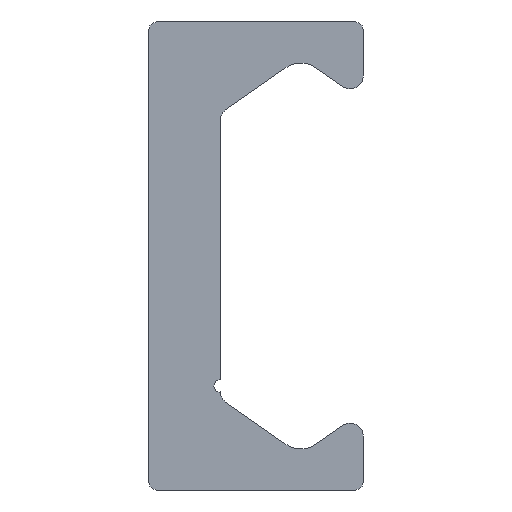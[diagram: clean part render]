
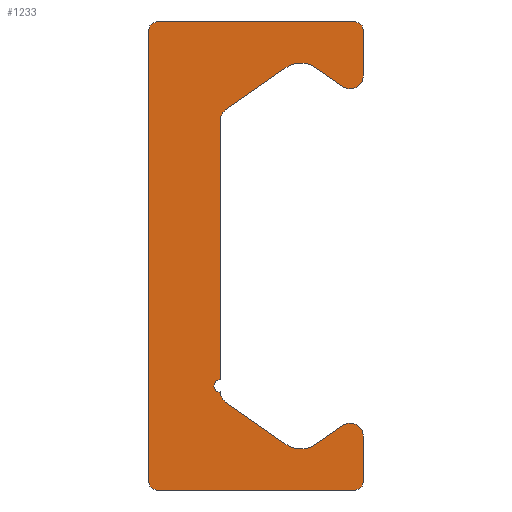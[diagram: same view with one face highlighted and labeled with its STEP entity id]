
A CAD part, left-side view. The second image highlights one B-rep face of the part: STEP entity #1233.
In plain terms, the highlighted planar face has unit normal (-1, 0, 0).
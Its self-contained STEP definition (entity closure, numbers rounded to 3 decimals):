
#468=CARTESIAN_POINT('',(0.0,3.825,-9.));
#469=VERTEX_POINT('',#468);
#476=CARTESIAN_POINT('',(0.0,4.125,-8.7));
#477=VERTEX_POINT('',#476);
#478=CARTESIAN_POINT('',(0.0,3.825,-8.7));
#479=DIRECTION('',(1.0,0.0,0.0));
#480=DIRECTION('',(0.0,0.0,-1.0));
#481=AXIS2_PLACEMENT_3D('',#478,#479,#480);
#482=CIRCLE('',#481,0.3);
#483=EDGE_CURVE('',#469,#477,#482,.T.);
#507=CARTESIAN_POINT('',(0.0,-3.825,-9.));
#508=VERTEX_POINT('',#507);
#515=CARTESIAN_POINT('',(0.0,-3.825,-9.));
#516=DIRECTION('',(0.0,1.0,0.0));
#517=VECTOR('',#516,7.65);
#518=LINE('',#515,#517);
#519=EDGE_CURVE('',#508,#469,#518,.T.);
#539=CARTESIAN_POINT('',(0.0,-4.125,-8.7));
#540=VERTEX_POINT('',#539);
#547=CARTESIAN_POINT('',(0.0,-3.825,-8.7));
#548=DIRECTION('',(1.0,0.0,0.0));
#549=DIRECTION('',(0.0,-1.0,0.0));
#550=AXIS2_PLACEMENT_3D('',#547,#548,#549);
#551=CIRCLE('',#550,0.3);
#552=EDGE_CURVE('',#540,#508,#551,.T.);
#571=CARTESIAN_POINT('',(0.0,-4.125,-6.925));
#572=VERTEX_POINT('',#571);
#579=CARTESIAN_POINT('',(0.0,-4.125,-6.925));
#580=DIRECTION('',(0.0,0.0,-1.0));
#581=VECTOR('',#580,1.775);
#582=LINE('',#579,#581);
#583=EDGE_CURVE('',#572,#540,#582,.T.);
#603=CARTESIAN_POINT('',(0.0,-3.338,-6.515));
#604=VERTEX_POINT('',#603);
#611=CARTESIAN_POINT('',(0.0,-3.625,-6.925));
#612=DIRECTION('',(1.0,0.0,0.0));
#613=DIRECTION('',(0.0,0.574,0.819));
#614=AXIS2_PLACEMENT_3D('',#611,#612,#613);
#615=CIRCLE('',#614,0.5);
#616=EDGE_CURVE('',#604,#572,#615,.T.);
#635=CARTESIAN_POINT('',(0.0,-2.299,-7.243));
#636=VERTEX_POINT('',#635);
#643=CARTESIAN_POINT('',(0.0,-2.299,-7.243));
#644=DIRECTION('',(0.0,-0.819,0.574));
#645=VECTOR('',#644,1.269);
#646=LINE('',#643,#645);
#647=EDGE_CURVE('',#636,#604,#646,.T.);
#667=CARTESIAN_POINT('',(0.0,-1.151,-7.243));
#668=VERTEX_POINT('',#667);
#675=CARTESIAN_POINT('',(0.0,-1.725,-6.424));
#676=DIRECTION('',(-1.0,0.0,0.0));
#677=DIRECTION('',(0.0,0.574,0.819));
#678=AXIS2_PLACEMENT_3D('',#675,#676,#677);
#679=CIRCLE('',#678,1.0);
#680=EDGE_CURVE('',#668,#636,#679,.T.);
#699=CARTESIAN_POINT('',(0.0,1.162,-5.624));
#700=VERTEX_POINT('',#699);
#707=CARTESIAN_POINT('',(0.0,1.162,-5.624));
#708=DIRECTION('',(0.0,-0.819,-0.574));
#709=VECTOR('',#708,2.824);
#710=LINE('',#707,#709);
#711=EDGE_CURVE('',#700,#668,#710,.T.);
#731=CARTESIAN_POINT('',(0.0,1.375,-5.214));
#732=VERTEX_POINT('',#731);
#739=CARTESIAN_POINT('',(0.0,0.875,-5.214));
#740=DIRECTION('',(-1.0,0.0,0.0));
#741=DIRECTION('',(0.0,-0.574,0.819));
#742=AXIS2_PLACEMENT_3D('',#739,#740,#741);
#743=CIRCLE('',#742,0.5);
#744=EDGE_CURVE('',#732,#700,#743,.T.);
#763=CARTESIAN_POINT('',(0.0,1.375,-5.25));
#764=VERTEX_POINT('',#763);
#771=CARTESIAN_POINT('',(0.0,1.375,-5.25));
#772=DIRECTION('',(0.0,0.0,1.0));
#773=VECTOR('',#772,0.036);
#774=LINE('',#771,#773);
#775=EDGE_CURVE('',#764,#732,#774,.T.);
#795=CARTESIAN_POINT('',(0.0,1.375,-4.75));
#796=VERTEX_POINT('',#795);
#803=CARTESIAN_POINT('',(0.0,1.375,-5.0));
#804=DIRECTION('',(-1.0,0.0,0.0));
#805=DIRECTION('',(0.0,0.0,1.0));
#806=AXIS2_PLACEMENT_3D('',#803,#804,#805);
#807=CIRCLE('',#806,0.25);
#808=EDGE_CURVE('',#796,#764,#807,.T.);
#827=CARTESIAN_POINT('',(0.0,1.375,5.214));
#828=VERTEX_POINT('',#827);
#835=CARTESIAN_POINT('',(0.0,1.375,5.214));
#836=DIRECTION('',(0.0,0.0,-1.0));
#837=VECTOR('',#836,9.964);
#838=LINE('',#835,#837);
#839=EDGE_CURVE('',#828,#796,#838,.T.);
#883=CARTESIAN_POINT('',(0.0,1.162,5.624));
#884=VERTEX_POINT('',#883);
#891=CARTESIAN_POINT('',(0.0,0.875,5.214));
#892=DIRECTION('',(-1.0,0.0,0.0));
#893=DIRECTION('',(0.0,-1.0,0.0));
#894=AXIS2_PLACEMENT_3D('',#891,#892,#893);
#895=CIRCLE('',#894,0.5);
#896=EDGE_CURVE('',#884,#828,#895,.T.);
#915=CARTESIAN_POINT('',(0.0,-1.151,7.243));
#916=VERTEX_POINT('',#915);
#923=CARTESIAN_POINT('',(0.0,-1.151,7.243));
#924=DIRECTION('',(0.0,0.819,-0.574));
#925=VECTOR('',#924,2.824);
#926=LINE('',#923,#925);
#927=EDGE_CURVE('',#916,#884,#926,.T.);
#947=CARTESIAN_POINT('',(0.0,-2.299,7.243));
#948=VERTEX_POINT('',#947);
#955=CARTESIAN_POINT('',(0.0,-1.725,6.424));
#956=DIRECTION('',(-1.0,0.0,0.0));
#957=DIRECTION('',(0.0,-0.574,-0.819));
#958=AXIS2_PLACEMENT_3D('',#955,#956,#957);
#959=CIRCLE('',#958,1.0);
#960=EDGE_CURVE('',#948,#916,#959,.T.);
#979=CARTESIAN_POINT('',(0.0,-3.338,6.515));
#980=VERTEX_POINT('',#979);
#987=CARTESIAN_POINT('',(0.0,-3.338,6.515));
#988=DIRECTION('',(0.0,0.819,0.574));
#989=VECTOR('',#988,1.269);
#990=LINE('',#987,#989);
#991=EDGE_CURVE('',#980,#948,#990,.T.);
#1011=CARTESIAN_POINT('',(0.0,-4.125,6.925));
#1012=VERTEX_POINT('',#1011);
#1019=CARTESIAN_POINT('',(0.0,-3.625,6.925));
#1020=DIRECTION('',(1.0,0.0,0.0));
#1021=DIRECTION('',(0.0,-1.0,0.0));
#1022=AXIS2_PLACEMENT_3D('',#1019,#1020,#1021);
#1023=CIRCLE('',#1022,0.5);
#1024=EDGE_CURVE('',#1012,#980,#1023,.T.);
#1043=CARTESIAN_POINT('',(0.0,-4.125,8.7));
#1044=VERTEX_POINT('',#1043);
#1051=CARTESIAN_POINT('',(0.0,-4.125,8.7));
#1052=DIRECTION('',(0.0,0.0,-1.0));
#1053=VECTOR('',#1052,1.775);
#1054=LINE('',#1051,#1053);
#1055=EDGE_CURVE('',#1044,#1012,#1054,.T.);
#1075=CARTESIAN_POINT('',(0.0,-3.825,9.));
#1076=VERTEX_POINT('',#1075);
#1083=CARTESIAN_POINT('',(0.0,-3.825,8.7));
#1084=DIRECTION('',(1.0,0.0,0.0));
#1085=DIRECTION('',(0.0,0.0,1.0));
#1086=AXIS2_PLACEMENT_3D('',#1083,#1084,#1085);
#1087=CIRCLE('',#1086,0.3);
#1088=EDGE_CURVE('',#1076,#1044,#1087,.T.);
#1107=CARTESIAN_POINT('',(0.0,3.825,9.));
#1108=VERTEX_POINT('',#1107);
#1115=CARTESIAN_POINT('',(0.0,3.825,9.));
#1116=DIRECTION('',(0.0,-1.0,0.0));
#1117=VECTOR('',#1116,7.65);
#1118=LINE('',#1115,#1117);
#1119=EDGE_CURVE('',#1108,#1076,#1118,.T.);
#1139=CARTESIAN_POINT('',(0.0,4.125,8.7));
#1140=VERTEX_POINT('',#1139);
#1147=CARTESIAN_POINT('',(0.0,3.825,8.7));
#1148=DIRECTION('',(1.0,0.0,0.0));
#1149=DIRECTION('',(0.0,1.0,0.0));
#1150=AXIS2_PLACEMENT_3D('',#1147,#1148,#1149);
#1151=CIRCLE('',#1150,0.3);
#1152=EDGE_CURVE('',#1140,#1108,#1151,.T.);
#1170=CARTESIAN_POINT('',(0.0,4.125,-8.7));
#1171=DIRECTION('',(0.0,0.0,1.0));
#1172=VECTOR('',#1171,17.4);
#1173=LINE('',#1170,#1172);
#1174=EDGE_CURVE('',#477,#1140,#1173,.T.);
#1204=CARTESIAN_POINT('',(0.0,0.856,-0.029));
#1205=DIRECTION('',(1.0,0.0,0.0));
#1206=DIRECTION('',(0.0,0.0,-1.0));
#1207=AXIS2_PLACEMENT_3D('',#1204,#1205,#1206);
#1208=PLANE('',#1207);
#1209=ORIENTED_EDGE('',*,*,#1174,.F.);
#1210=ORIENTED_EDGE('',*,*,#483,.F.);
#1211=ORIENTED_EDGE('',*,*,#519,.F.);
#1212=ORIENTED_EDGE('',*,*,#552,.F.);
#1213=ORIENTED_EDGE('',*,*,#583,.F.);
#1214=ORIENTED_EDGE('',*,*,#616,.F.);
#1215=ORIENTED_EDGE('',*,*,#647,.F.);
#1216=ORIENTED_EDGE('',*,*,#680,.F.);
#1217=ORIENTED_EDGE('',*,*,#711,.F.);
#1218=ORIENTED_EDGE('',*,*,#744,.F.);
#1219=ORIENTED_EDGE('',*,*,#775,.F.);
#1220=ORIENTED_EDGE('',*,*,#808,.F.);
#1221=ORIENTED_EDGE('',*,*,#839,.F.);
#1222=ORIENTED_EDGE('',*,*,#896,.F.);
#1223=ORIENTED_EDGE('',*,*,#927,.F.);
#1224=ORIENTED_EDGE('',*,*,#960,.F.);
#1225=ORIENTED_EDGE('',*,*,#991,.F.);
#1226=ORIENTED_EDGE('',*,*,#1024,.F.);
#1227=ORIENTED_EDGE('',*,*,#1055,.F.);
#1228=ORIENTED_EDGE('',*,*,#1088,.F.);
#1229=ORIENTED_EDGE('',*,*,#1119,.F.);
#1230=ORIENTED_EDGE('',*,*,#1152,.F.);
#1231=EDGE_LOOP('',(#1209,#1210,#1211,#1212,#1213,#1214,#1215,#1216,#1217,#1218,#1219,#1220,#1221,#1222,#1223,#1224,#1225,#1226,#1227,#1228,#1229,#1230));
#1232=FACE_OUTER_BOUND('',#1231,.T.);
#1233=ADVANCED_FACE('',(#1232),#1208,.F.);
